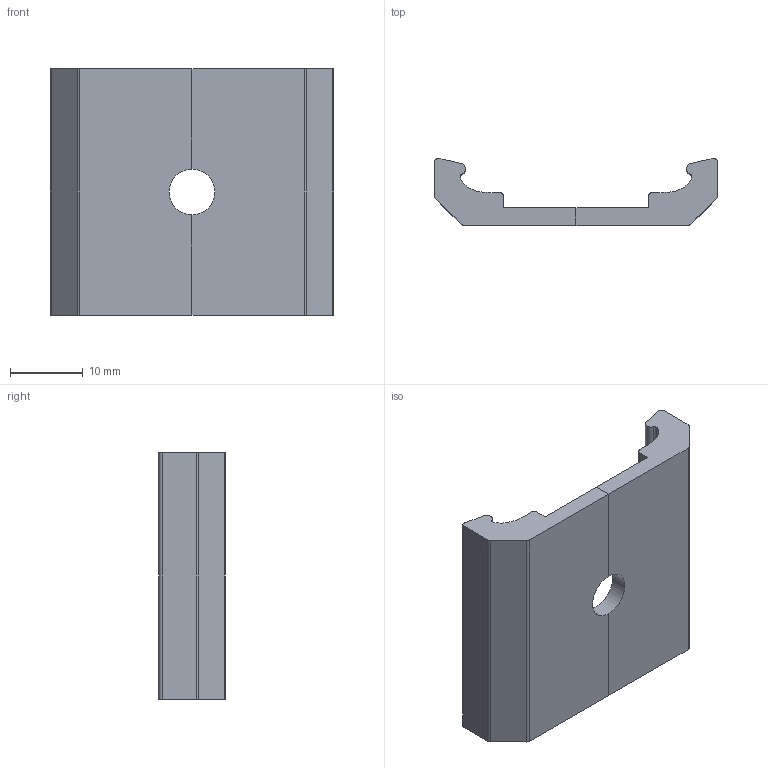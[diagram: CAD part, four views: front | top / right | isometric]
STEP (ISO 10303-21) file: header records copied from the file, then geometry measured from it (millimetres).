
FILE_DESCRIPTION (( 'STEP AP214' ), '1' );
FILE_NAME ('F00G2.STEP', '2025-02-25T12:31:51', ( '' ), ( '' ), 'SwSTEP 2.0', 'SolidWorks 2024', '' );
FILE_SCHEMA (( 'AUTOMOTIVE_DESIGN' ));
Length unit declared in the file: millimetre
Products named in the file (1): F00G2
Bounding box: 39.01 x 9.2 x 34 mm (x, y, z)
Volume: 5217.6 mm3; surface area: 3774.6 mm2
Topology: 1 solids, 1 shells, 41 faces, 117 edges, 76 vertices
Faces by surface type: cylinder 23, plane 18
Full cylindrical faces by diameter (mm): 6.3 x1
Entity records: 1373 total; most frequent: DIRECTION 248, CARTESIAN_POINT 234, ORIENTED_EDGE 232, EDGE_CURVE 116, AXIS2_PLACEMENT_3D 90, VERTEX_POINT 76, LINE 68, VECTOR 68
